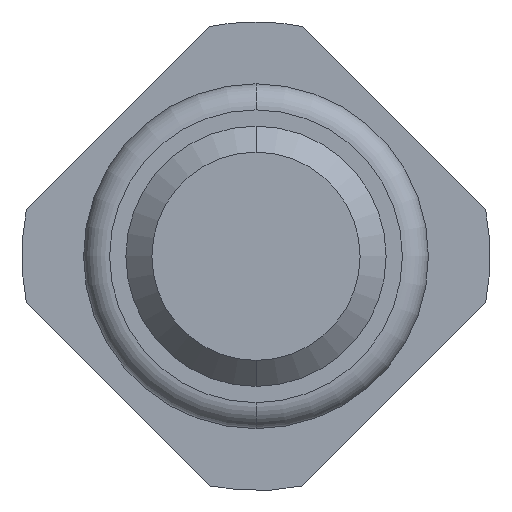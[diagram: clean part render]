
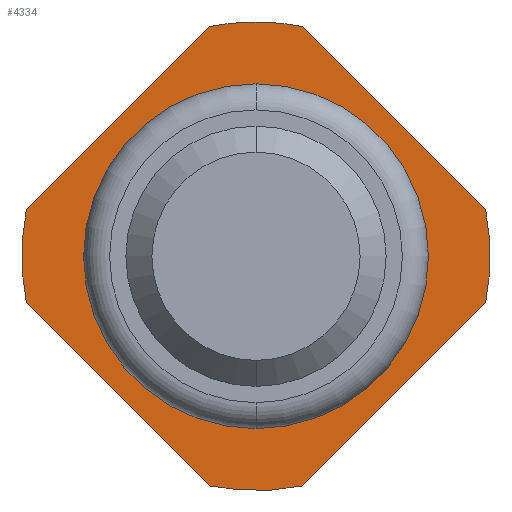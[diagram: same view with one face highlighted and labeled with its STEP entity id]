
A CAD part, front view. The second image highlights one B-rep face of the part: STEP entity #4334.
In plain terms, the highlighted planar face has unit normal (0, -1, 0).
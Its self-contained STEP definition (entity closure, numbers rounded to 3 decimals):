
#123 = CIRCLE ( 'NONE', #3105, 1.8 ) ;
#268 = DIRECTION ( 'NONE',  ( 0., 1., 0. ) ) ;
#281 = ORIENTED_EDGE ( 'NONE', *, *, #990, .T. ) ;
#374 = VERTEX_POINT ( 'NONE', #4005 ) ;
#385 = CIRCLE ( 'NONE', #3016, 1.8 ) ;
#418 = CARTESIAN_POINT ( 'NONE',  ( 0., -2., 0. ) ) ;
#464 = EDGE_CURVE ( 'Defeature ausgef�hrt2_3+Defeature ausgef�hrt2_0+Defeature ausgef�hrt2_16+Defeature ausgef�hrt2_17', #1800, #657, #3612, .T. ) ;
#579 = CARTESIAN_POINT ( 'NONE',  ( 1.8, -2., 0. ) ) ;
#610 = VERTEX_POINT ( 'NONE', #2441 ) ;
#632 = CARTESIAN_POINT ( 'NONE',  ( -0.161, -2., -1.961 ) ) ;
#657 = VERTEX_POINT ( 'NONE', #3939 ) ;
#684 = ORIENTED_EDGE ( 'NONE', *, *, #1053, .F. ) ;
#750 = DIRECTION ( 'NONE',  ( 0., 0., 1. ) ) ;
#760 = VERTEX_POINT ( 'NONE', #3668 ) ;
#761 = LINE ( 'NONE', #4450, #3175 ) ;
#794 = EDGE_CURVE ( 'Defeature ausgef�hrt2_2+Defeature ausgef�hrt2_0+Defeature ausgef�hrt2_17+Defeature ausgef�hrt2_18', #4474, #760, #123, .T. ) ;
#847 = FACE_BOUND ( 'NONE', #3208, .T. ) ;
#884 = PLANE ( 'NONE',  #2693 ) ;
#921 = CARTESIAN_POINT ( 'NONE',  ( 0., -2., 0. ) ) ;
#923 = EDGE_CURVE ( 'Defeature ausgef�hrt2_2+Defeature ausgef�hrt2_0+Defeature ausgef�hrt2_17+Defeature ausgef�hrt2_18', #610, #4474, #3073, .T. ) ;
#935 = ORIENTED_EDGE ( 'NONE', *, *, #794, .F. ) ;
#977 = AXIS2_PLACEMENT_3D ( 'NONE', #3365, #1240, #1987 ) ;
#990 = EDGE_CURVE ( 'Defeature ausgef�hrt2_0+Defeature ausgef�hrt2_12+Defeature ausgef�hrt2_12+Defeature ausgef�hrt2_12', #3037, #1338, #3526, .T. ) ;
#1010 = CARTESIAN_POINT ( 'NONE',  ( 0., -2., 0. ) ) ;
#1053 = EDGE_CURVE ( 'Defeature ausgef�hrt2_1+Defeature ausgef�hrt2_0+Defeature ausgef�hrt2_18+Defeature ausgef�hrt2_15', #374, #1442, #385, .T. ) ;
#1089 = DIRECTION ( 'NONE',  ( 0., 1., 0. ) ) ;
#1240 = DIRECTION ( 'NONE',  ( 0., 1., 0. ) ) ;
#1338 = VERTEX_POINT ( 'NONE', #2246 ) ;
#1371 = DIRECTION ( 'NONE',  ( 0., 0., 1. ) ) ;
#1430 = AXIS2_PLACEMENT_3D ( 'NONE', #418, #1503, #750 ) ;
#1442 = VERTEX_POINT ( 'NONE', #1995 ) ;
#1503 = DIRECTION ( 'NONE',  ( 0., 1., 0. ) ) ;
#1573 = ORIENTED_EDGE ( 'NONE', *, *, #2450, .F. ) ;
#1590 = DIRECTION ( 'NONE',  ( -0.707, 0., -0.707 ) ) ;
#1655 = DIRECTION ( 'NONE',  ( 0., 0., 1. ) ) ;
#1701 = FACE_OUTER_BOUND ( 'NONE', #2573, .T. ) ;
#1800 = VERTEX_POINT ( 'NONE', #3710 ) ;
#1802 = CARTESIAN_POINT ( 'NONE',  ( -0.161, -2., 1.961 ) ) ;
#1845 = CARTESIAN_POINT ( 'NONE',  ( 0.357, -2., -1.764 ) ) ;
#1987 = DIRECTION ( 'NONE',  ( 0., 0., 1. ) ) ;
#1995 = CARTESIAN_POINT ( 'NONE',  ( 1.764, -2., -0.357 ) ) ;
#2058 = ORIENTED_EDGE ( 'NONE', *, *, #2116, .T. ) ;
#2116 = EDGE_CURVE ( 'Defeature ausgef�hrt2_0+Defeature ausgef�hrt2_12+Defeature ausgef�hrt2_12+Defeature ausgef�hrt2_12', #1338, #3037, #4436, .T. ) ;
#2177 = EDGE_CURVE ( 'Defeature ausgef�hrt2_15+Defeature ausgef�hrt2_0+Defeature ausgef�hrt2_1+Defeature ausgef�hrt2_4', #1442, #3299, #3468, .T. ) ;
#2246 = CARTESIAN_POINT ( 'NONE',  ( 0., -2., 1.325 ) ) ;
#2268 = VECTOR ( 'NONE', #1590, 1000. ) ;
#2384 = CARTESIAN_POINT ( 'NONE',  ( 0., -2., -1.325 ) ) ;
#2441 = CARTESIAN_POINT ( 'NONE',  ( -0.357, -2., 1.764 ) ) ;
#2450 = EDGE_CURVE ( 'Defeature ausgef�hrt2_17+Defeature ausgef�hrt2_0+Defeature ausgef�hrt2_3+Defeature ausgef�hrt2_2', #657, #610, #2806, .T. ) ;
#2573 = EDGE_LOOP ( 'NONE', ( #2973, #935, #3675, #1573, #2951, #2971, #2905, #2637, #684 ) ) ;
#2637 = ORIENTED_EDGE ( 'NONE', *, *, #2177, .F. ) ;
#2693 = AXIS2_PLACEMENT_3D ( 'NONE', #579, #3019, #4423 ) ;
#2806 = LINE ( 'NONE', #1802, #3697 ) ;
#2824 = DIRECTION ( 'NONE',  ( 0., 1., 0. ) ) ;
#2905 = ORIENTED_EDGE ( 'NONE', *, *, #3133, .F. ) ;
#2937 = EDGE_CURVE ( 'Defeature ausgef�hrt2_16+Defeature ausgef�hrt2_0+Defeature ausgef�hrt2_4+Defeature ausgef�hrt2_3', #4107, #1800, #4036, .T. ) ;
#2951 = ORIENTED_EDGE ( 'NONE', *, *, #464, .F. ) ;
#2971 = ORIENTED_EDGE ( 'NONE', *, *, #2937, .F. ) ;
#2973 = ORIENTED_EDGE ( 'NONE', *, *, #3090, .F. ) ;
#3016 = AXIS2_PLACEMENT_3D ( 'NONE', #3107, #268, #3420 ) ;
#3019 = DIRECTION ( 'NONE',  ( 0., 1., 0. ) ) ;
#3037 = VERTEX_POINT ( 'NONE', #2384 ) ;
#3073 = CIRCLE ( 'NONE', #4494, 1.8 ) ;
#3090 = EDGE_CURVE ( 'Defeature ausgef�hrt2_18+Defeature ausgef�hrt2_0+Defeature ausgef�hrt2_2+Defeature ausgef�hrt2_1', #760, #374, #761, .T. ) ;
#3096 = CARTESIAN_POINT ( 'NONE',  ( 0., -2., 1.8 ) ) ;
#3105 = AXIS2_PLACEMENT_3D ( 'NONE', #4344, #3964, #3330 ) ;
#3107 = CARTESIAN_POINT ( 'NONE',  ( 0., -2., 0. ) ) ;
#3133 = EDGE_CURVE ( 'Defeature ausgef�hrt2_4+Defeature ausgef�hrt2_0+Defeature ausgef�hrt2_15+Defeature ausgef�hrt2_16', #3299, #4107, #3713, .T. ) ;
#3175 = VECTOR ( 'NONE', #3798, 1000. ) ;
#3208 = EDGE_LOOP ( 'NONE', ( #2058, #281 ) ) ;
#3299 = VERTEX_POINT ( 'NONE', #1845 ) ;
#3330 = DIRECTION ( 'NONE',  ( 0., 0., 1. ) ) ;
#3365 = CARTESIAN_POINT ( 'NONE',  ( 0., -2., 0. ) ) ;
#3400 = CARTESIAN_POINT ( 'NONE',  ( 0., -2., 0. ) ) ;
#3420 = DIRECTION ( 'NONE',  ( 0., 0., 1. ) ) ;
#3421 = DIRECTION ( 'NONE',  ( 0., 1., 0. ) ) ;
#3468 = LINE ( 'NONE', #4103, #2268 ) ;
#3490 = AXIS2_PLACEMENT_3D ( 'NONE', #3400, #1089, #3560 ) ;
#3521 = DIRECTION ( 'NONE',  ( -0.707, 0., 0.707 ) ) ;
#3526 = CIRCLE ( 'NONE', #1430, 1.325 ) ;
#3560 = DIRECTION ( 'NONE',  ( 0., 0., 1. ) ) ;
#3589 = DIRECTION ( 'NONE',  ( 0.707, 0., 0.707 ) ) ;
#3612 = CIRCLE ( 'NONE', #3490, 1.8 ) ;
#3668 = CARTESIAN_POINT ( 'NONE',  ( 0.357, -2., 1.764 ) ) ;
#3675 = ORIENTED_EDGE ( 'NONE', *, *, #923, .F. ) ;
#3697 = VECTOR ( 'NONE', #3589, 1000. ) ;
#3710 = CARTESIAN_POINT ( 'NONE',  ( -1.764, -2., -0.357 ) ) ;
#3713 = CIRCLE ( 'NONE', #4438, 1.8 ) ;
#3798 = DIRECTION ( 'NONE',  ( 0.707, 0., -0.707 ) ) ;
#3939 = CARTESIAN_POINT ( 'NONE',  ( -1.764, -2., 0.357 ) ) ;
#3964 = DIRECTION ( 'NONE',  ( 0., 1., 0. ) ) ;
#4005 = CARTESIAN_POINT ( 'NONE',  ( 1.764, -2., 0.357 ) ) ;
#4036 = LINE ( 'NONE', #632, #4567 ) ;
#4103 = CARTESIAN_POINT ( 'NONE',  ( 1.961, -2., -0.161 ) ) ;
#4107 = VERTEX_POINT ( 'NONE', #4210 ) ;
#4210 = CARTESIAN_POINT ( 'NONE',  ( -0.357, -2., -1.764 ) ) ;
#4334 = ADVANCED_FACE ( 'Defeature ausgef�hrt2_0', ( #847, #1701 ), #884, .F. ) ;
#4344 = CARTESIAN_POINT ( 'NONE',  ( 0., -2., 0. ) ) ;
#4423 = DIRECTION ( 'NONE',  ( 0., 0., 1. ) ) ;
#4436 = CIRCLE ( 'NONE', #977, 1.325 ) ;
#4438 = AXIS2_PLACEMENT_3D ( 'NONE', #1010, #2824, #1371 ) ;
#4450 = CARTESIAN_POINT ( 'NONE',  ( 1.961, -2., 0.161 ) ) ;
#4474 = VERTEX_POINT ( 'NONE', #3096 ) ;
#4494 = AXIS2_PLACEMENT_3D ( 'NONE', #921, #3421, #1655 ) ;
#4567 = VECTOR ( 'NONE', #3521, 1000. ) ;
